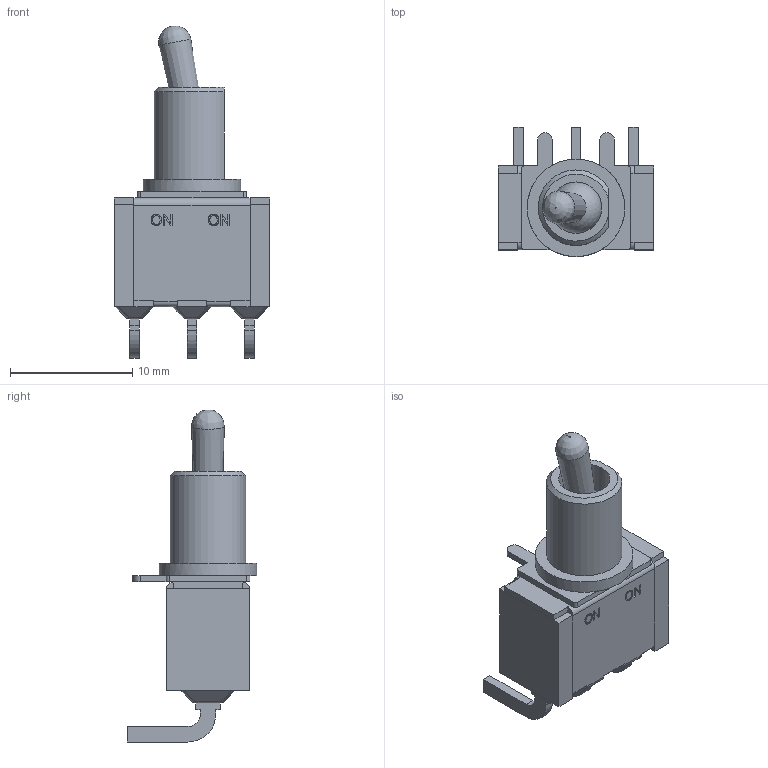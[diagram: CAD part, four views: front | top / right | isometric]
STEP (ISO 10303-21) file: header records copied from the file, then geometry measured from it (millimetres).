
FILE_DESCRIPTION(/* description */ (''),/* implementation_level */ '2;1');
FILE_NAME(/* name */ '100SP1T2B5M6xE.stp',/* time_stamp */ '2022-05-31T17:02:19-05:00',/* author */ ('mwilliams'),/* organization */ (''),/* preprocessor_version */ 'ST-DEVELOPER v18',/* originating_system */ 'Autodesk Inventor 2020',/* authorisation */ '');
FILE_SCHEMA (('AUTOMOTIVE_DESIGN { 1 0 10303 214 3 1 1 }'));
Length unit declared in the file: inch
Products named in the file (1): T110056_Shrinkwrap_1
Bounding box: 12.7 x 10.59 x 27.14 mm (x, y, z)
Volume: 1082.3 mm3; surface area: 1109.7 mm2
Topology: 2 solids, 8 shells, 296 faces, 742 edges, 452 vertices
Faces by surface type: plane 209, cylinder 54, bspline 17, sphere 14, cone 2
Full cylindrical faces by diameter (mm): 4.2 x2, 7.98 x1
Entity records: 8772 total; most frequent: CARTESIAN_POINT 1766, ORIENTED_EDGE 1458, DIRECTION 1390, EDGE_CURVE 729, LINE 560, VECTOR 560, VERTEX_POINT 452, AXIS2_PLACEMENT_3D 415
